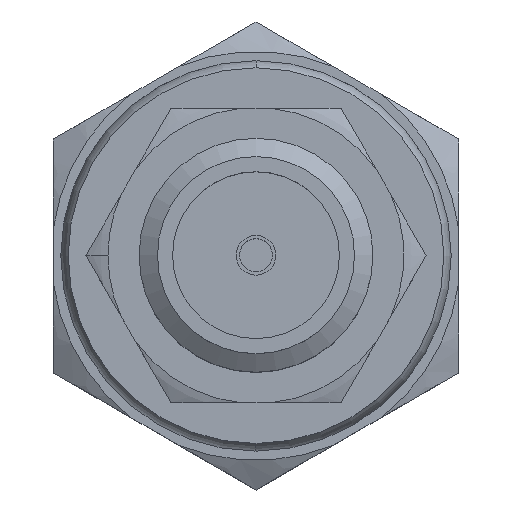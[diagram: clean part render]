
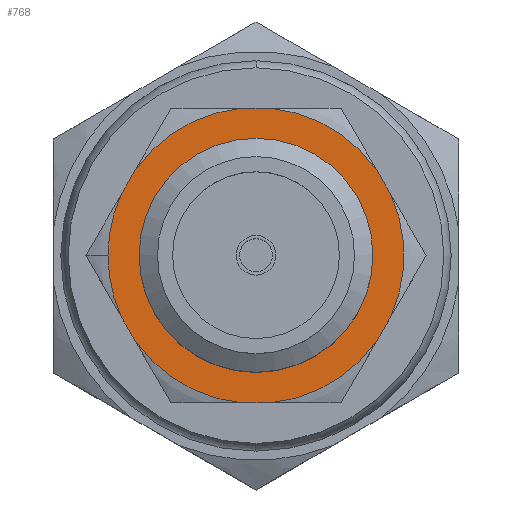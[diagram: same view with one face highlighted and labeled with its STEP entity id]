
A CAD part, top view. The second image highlights one B-rep face of the part: STEP entity #768.
In plain terms, the highlighted planar face has unit normal (0, 0, 1).
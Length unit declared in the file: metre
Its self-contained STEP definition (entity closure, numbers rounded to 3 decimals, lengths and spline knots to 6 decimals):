
#768 = ADVANCED_FACE( 'NONE', ( #1711, #1712 ), #1713, .T. );
#1711 = FACE_OUTER_BOUND( '', #3572, .T. );
#1712 = FACE_BOUND( '', #3573, .T. );
#1713 = PLANE( '', #3574 );
#3572 = EDGE_LOOP( '', ( #6377, #6378, #6379, #6380, #6381, #6382, #6383, #6384, #6385, #6386, #6387, #6388, #6389 ) );
#3573 = EDGE_LOOP( '', ( #6390 ) );
#3574 = AXIS2_PLACEMENT_3D( '', #6391, #6392, #6393 );
#6377 = ORIENTED_EDGE( '', *, *, #8057, .T. );
#6378 = ORIENTED_EDGE( '', *, *, #8842, .F. );
#6379 = ORIENTED_EDGE( '', *, *, #8790, .T. );
#6380 = ORIENTED_EDGE( '', *, *, #8843, .T. );
#6381 = ORIENTED_EDGE( '', *, *, #8523, .F. );
#6382 = ORIENTED_EDGE( '', *, *, #8732, .T. );
#6383 = ORIENTED_EDGE( '', *, *, #8362, .F. );
#6384 = ORIENTED_EDGE( '', *, *, #8844, .T. );
#6385 = ORIENTED_EDGE( '', *, *, #8354, .F. );
#6386 = ORIENTED_EDGE( '', *, *, #8845, .T. );
#6387 = ORIENTED_EDGE( '', *, *, #7951, .F. );
#6388 = ORIENTED_EDGE( '', *, *, #8846, .T. );
#6389 = ORIENTED_EDGE( '', *, *, #8698, .F. );
#6390 = ORIENTED_EDGE( '', *, *, #8847, .T. );
#6391 = CARTESIAN_POINT( '', ( -0.001215, -0.000701, 0.00811 ) );
#6392 = DIRECTION( '', ( 0., 0., 1. ) );
#6393 = DIRECTION( '', ( 0.866, 0.5, 0. ) );
#7951 = EDGE_CURVE( 'NONE', #9336, #9324, #9338, .T. );
#8057 = EDGE_CURVE( 'NONE', #9533, #9534, #9535, .T. );
#8354 = EDGE_CURVE( 'NONE', #10041, #10043, #10044, .T. );
#8362 = EDGE_CURVE( 'NONE', #10055, #10057, #10058, .T. );
#8523 = EDGE_CURVE( 'NONE', #10302, #10304, #10305, .T. );
#8698 = EDGE_CURVE( 'NONE', #9533, #10557, #10558, .T. );
#8732 = EDGE_CURVE( 'NONE', #10302, #10057, #10603, .T. );
#8790 = EDGE_CURVE( 'NONE', #10679, #10677, #10680, .T. );
#8842 = EDGE_CURVE( 'NONE', #10679, #9534, #10750, .T. );
#8843 = EDGE_CURVE( 'NONE', #10677, #10304, #10751, .T. );
#8844 = EDGE_CURVE( 'NONE', #10055, #10043, #10752, .T. );
#8845 = EDGE_CURVE( 'NONE', #10041, #9324, #10753, .T. );
#8846 = EDGE_CURVE( 'NONE', #9336, #10557, #10754, .T. );
#8847 = EDGE_CURVE( '', #10755, #10755, #10756, .F. );
#9324 = VERTEX_POINT( 'NONE', #11410 );
#9336 = VERTEX_POINT( 'NONE', #11448 );
#9338 = LINE( '', #11457, #11458 );
#9533 = VERTEX_POINT( 'NONE', #11962 );
#9534 = VERTEX_POINT( 'NONE', #11963 );
#9535 = CIRCLE( '', #11964, 0.004019 );
#10041 = VERTEX_POINT( 'NONE', #12886 );
#10043 = VERTEX_POINT( 'NONE', #12895 );
#10044 = LINE( '', #12896, #12897 );
#10055 = VERTEX_POINT( 'NONE', #12933 );
#10057 = VERTEX_POINT( 'NONE', #12942 );
#10058 = LINE( '', #12943, #12944 );
#10302 = VERTEX_POINT( 'NONE', #13371 );
#10304 = VERTEX_POINT( 'NONE', #13380 );
#10305 = LINE( '', #13381, #13382 );
#10557 = VERTEX_POINT( 'NONE', #13888 );
#10558 = LINE( '', #13889, #13890 );
#10603 = CIRCLE( '', #13971, 0.004019 );
#10677 = VERTEX_POINT( 'NONE', #14106 );
#10679 = VERTEX_POINT( 'NONE', #14108 );
#10680 = CIRCLE( '', #14109, 0.004019 );
#10750 = LINE( '', #14209, #14210 );
#10751 = CIRCLE( '', #14211, 0.004019 );
#10752 = CIRCLE( '', #14212, 0.004019 );
#10753 = CIRCLE( '', #14213, 0.004019 );
#10754 = CIRCLE( '', #14214, 0.004019 );
#10755 = VERTEX_POINT( '', #14215 );
#10756 = CIRCLE( '', #14216, 0.003175 );
#11410 = CARTESIAN_POINT( '', ( 0.003658, 0.001664, 0.00811 ) );
#11448 = CARTESIAN_POINT( '', ( 0.00327, 0.002336, 0.00811 ) );
#11457 = CARTESIAN_POINT( '', ( 0.002309, 0.004, 0.00811 ) );
#11458 = VECTOR( '', #15051, 1. );
#11962 = CARTESIAN_POINT( '', ( -0.000388, 0.004, 0.00811 ) );
#11963 = CARTESIAN_POINT( '', ( -0.00327, 0.002336, 0.00811 ) );
#11964 = AXIS2_PLACEMENT_3D( '', #15155, #15156, #15157 );
#12886 = CARTESIAN_POINT( '', ( 0.003658, -0.001664, 0.00811 ) );
#12895 = CARTESIAN_POINT( '', ( 0.00327, -0.002336, 0.00811 ) );
#12896 = CARTESIAN_POINT( '', ( 0.004619, 0., 0.00811 ) );
#12897 = VECTOR( '', #15514, 1. );
#12933 = CARTESIAN_POINT( '', ( 0.000388, -0.004, 0.00811 ) );
#12942 = CARTESIAN_POINT( '', ( -0.000388, -0.004, 0.00811 ) );
#12943 = CARTESIAN_POINT( '', ( 0.002309, -0.004, 0.00811 ) );
#12944 = VECTOR( '', #15517, 1. );
#13371 = CARTESIAN_POINT( '', ( -0.00327, -0.002336, 0.00811 ) );
#13380 = CARTESIAN_POINT( '', ( -0.003658, -0.001664, 0.00811 ) );
#13381 = CARTESIAN_POINT( '', ( -0.002309, -0.004, 0.00811 ) );
#13382 = VECTOR( '', #15701, 1. );
#13888 = CARTESIAN_POINT( '', ( 0.000388, 0.004, 0.00811 ) );
#13889 = CARTESIAN_POINT( '', ( -0.002309, 0.004, 0.00811 ) );
#13890 = VECTOR( '', #15866, 1. );
#13971 = AXIS2_PLACEMENT_3D( '', #15900, #15901, #15902 );
#14106 = CARTESIAN_POINT( '', ( -0.004019, 0., 0.00811 ) );
#14108 = CARTESIAN_POINT( '', ( -0.003658, 0.001664, 0.00811 ) );
#14109 = AXIS2_PLACEMENT_3D( '', #15954, #15955, #15956 );
#14209 = CARTESIAN_POINT( '', ( -0.004619, 0., 0.00811 ) );
#14210 = VECTOR( '', #16013, 1. );
#14211 = AXIS2_PLACEMENT_3D( '', #16014, #16015, #16016 );
#14212 = AXIS2_PLACEMENT_3D( '', #16017, #16018, #16019 );
#14213 = AXIS2_PLACEMENT_3D( '', #16020, #16021, #16022 );
#14214 = AXIS2_PLACEMENT_3D( '', #16023, #16024, #16025 );
#14215 = CARTESIAN_POINT( '', ( 0.003175, 0., 0.00811 ) );
#14216 = AXIS2_PLACEMENT_3D( '', #16026, #16027, #16028 );
#15051 = DIRECTION( '', ( 0.5, -0.866, 0. ) );
#15155 = CARTESIAN_POINT( '', ( 0., 0., 0.00811 ) );
#15156 = DIRECTION( '', ( 0., 0., 1. ) );
#15157 = DIRECTION( '', ( 0.866, 0.5, 0. ) );
#15514 = DIRECTION( '', ( -0.5, -0.866, 0. ) );
#15517 = DIRECTION( '', ( -1., 0., 0. ) );
#15701 = DIRECTION( '', ( -0.5, 0.866, 0. ) );
#15866 = DIRECTION( '', ( 1., 0., 0. ) );
#15900 = CARTESIAN_POINT( '', ( 0., 0., 0.00811 ) );
#15901 = DIRECTION( '', ( 0., 0., 1. ) );
#15902 = DIRECTION( '', ( 0.866, 0.5, 0. ) );
#15954 = CARTESIAN_POINT( '', ( 0., 0., 0.00811 ) );
#15955 = DIRECTION( '', ( 0., 0., 1. ) );
#15956 = DIRECTION( '', ( 0.866, 0.5, 0. ) );
#16013 = DIRECTION( '', ( 0.5, 0.866, 0. ) );
#16014 = CARTESIAN_POINT( '', ( 0., 0., 0.00811 ) );
#16015 = DIRECTION( '', ( 0., 0., 1. ) );
#16016 = DIRECTION( '', ( 0.866, 0.5, 0. ) );
#16017 = CARTESIAN_POINT( '', ( 0., 0., 0.00811 ) );
#16018 = DIRECTION( '', ( 0., 0., 1. ) );
#16019 = DIRECTION( '', ( 0.866, 0.5, 0. ) );
#16020 = CARTESIAN_POINT( '', ( 0., 0., 0.00811 ) );
#16021 = DIRECTION( '', ( 0., 0., 1. ) );
#16022 = DIRECTION( '', ( 0.866, 0.5, 0. ) );
#16023 = CARTESIAN_POINT( '', ( 0., 0., 0.00811 ) );
#16024 = DIRECTION( '', ( 0., 0., 1. ) );
#16025 = DIRECTION( '', ( 0.866, 0.5, 0. ) );
#16026 = CARTESIAN_POINT( '', ( 0., 0., 0.00811 ) );
#16027 = DIRECTION( '', ( 0., 0., 1. ) );
#16028 = DIRECTION( '', ( 1., 0., 0. ) );
